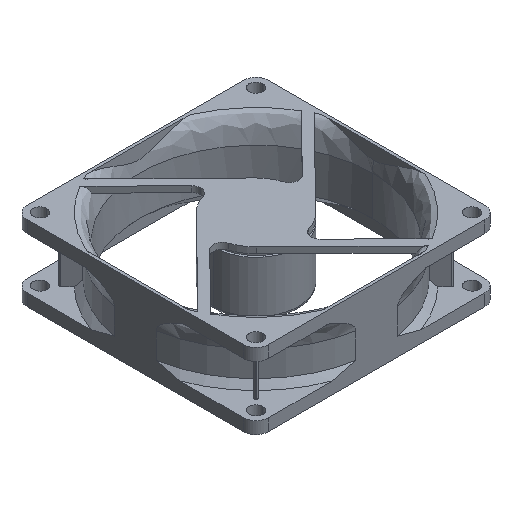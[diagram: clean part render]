
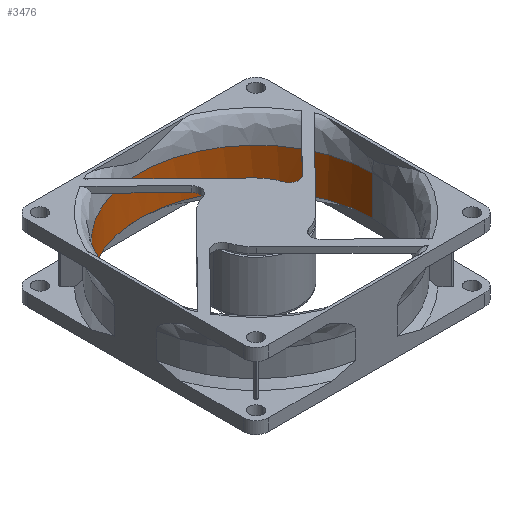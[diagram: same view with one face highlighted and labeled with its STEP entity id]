
A CAD part, isometric view. The second image highlights one B-rep face of the part: STEP entity #3476.
In plain terms, the highlighted free-form (B-spline) face has degree [2, 1] with [5, 2] control points.
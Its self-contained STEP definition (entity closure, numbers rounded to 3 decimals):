
#49 = VERTEX_POINT('',#50);
#50 = CARTESIAN_POINT('',(-41.798,0.,
    -8.663));
#56 = EDGE_CURVE('',#57,#49,#59,.T.);
#57 = VERTEX_POINT('',#58);
#58 = CARTESIAN_POINT('',(41.798,0.,
    -8.663));
#59 = B_SPLINE_CURVE_WITH_KNOTS('',3,(#60,#61,#62,#63,#64,#65,#66,#67,
    #68,#69,#70,#71,#72,#73,#74,#75,#76,#77,#78,#79,#80,#81,#82,#83,#84,
    #85,#86,#87,#88,#89,#90,#91,#92,#93),.UNSPECIFIED.,.F.,.F.,(4,2,2,2,
    2,2,2,2,2,2,2,2,2,2,2,2,4),(0.,0.031,0.063,0.094,0.125,
    0.156,0.188,0.219,0.25,0.281,0.313,0.344,0.375,0.406,
    0.438,0.469,0.5),.UNSPECIFIED.);
#60 = CARTESIAN_POINT('',(41.798,0.,
    -8.663));
#61 = CARTESIAN_POINT('',(41.798,2.736,-8.663
    ));
#62 = CARTESIAN_POINT('',(41.529,5.471,-8.663
    ));
#63 = CARTESIAN_POINT('',(40.461,10.838,
    -8.663));
#64 = CARTESIAN_POINT('',(39.663,13.468,
    -8.663));
#65 = CARTESIAN_POINT('',(37.569,18.523,
    -8.663));
#66 = CARTESIAN_POINT('',(36.274,20.947,-8.663)
  );
#67 = CARTESIAN_POINT('',(33.234,25.496,
    -8.663));
#68 = CARTESIAN_POINT('',(31.49,27.621,-8.663
    ));
#69 = CARTESIAN_POINT('',(27.621,31.49,-8.663
    ));
#70 = CARTESIAN_POINT('',(25.496,33.234,
    -8.663));
#71 = CARTESIAN_POINT('',(20.947,36.274,-8.663)
  );
#72 = CARTESIAN_POINT('',(18.523,37.569,
    -8.663));
#73 = CARTESIAN_POINT('',(13.468,39.663,
    -8.663));
#74 = CARTESIAN_POINT('',(10.838,40.461,
    -8.663));
#75 = CARTESIAN_POINT('',(5.471,41.529,-8.663
    ));
#76 = CARTESIAN_POINT('',(2.736,41.798,-8.663
    ));
#77 = CARTESIAN_POINT('',(-2.736,41.798,
    -8.663));
#78 = CARTESIAN_POINT('',(-5.471,41.529,
    -8.663));
#79 = CARTESIAN_POINT('',(-10.838,40.461,
    -8.663));
#80 = CARTESIAN_POINT('',(-13.468,39.663,
    -8.663));
#81 = CARTESIAN_POINT('',(-18.523,37.569,
    -8.663));
#82 = CARTESIAN_POINT('',(-20.947,36.274,-8.663
    ));
#83 = CARTESIAN_POINT('',(-25.496,33.234,
    -8.663));
#84 = CARTESIAN_POINT('',(-27.621,31.49,-8.663
    ));
#85 = CARTESIAN_POINT('',(-31.49,27.621,
    -8.663));
#86 = CARTESIAN_POINT('',(-33.234,25.496,
    -8.663));
#87 = CARTESIAN_POINT('',(-36.274,20.947,-8.663)
  );
#88 = CARTESIAN_POINT('',(-37.569,18.523,
    -8.663));
#89 = CARTESIAN_POINT('',(-39.663,13.468,
    -8.663));
#90 = CARTESIAN_POINT('',(-40.461,10.838,
    -8.663));
#91 = CARTESIAN_POINT('',(-41.529,5.471,-8.663
    ));
#92 = CARTESIAN_POINT('',(-41.798,2.736,-8.663
    ));
#93 = CARTESIAN_POINT('',(-41.798,0.,
    -8.663));
#1159 = EDGE_CURVE('',#1160,#57,#1162,.T.);
#1160 = VERTEX_POINT('',#1161);
#1161 = CARTESIAN_POINT('',(41.798,0.,
    -22.74));
#1162 = B_SPLINE_CURVE_WITH_KNOTS('',1,(#1163,#1164),.UNSPECIFIED.,.F.,
  .F.,(2,2),(-21.,-8.),.PIECEWISE_BEZIER_KNOTS.);
#1163 = CARTESIAN_POINT('',(41.798,0.,-22.74));
#1164 = CARTESIAN_POINT('',(41.798,0.,-8.663));
#1203 = EDGE_CURVE('',#1204,#49,#1206,.T.);
#1204 = VERTEX_POINT('',#1205);
#1205 = CARTESIAN_POINT('',(-41.798,0.,-22.74));
#1206 = B_SPLINE_CURVE_WITH_KNOTS('',1,(#1207,#1208),.UNSPECIFIED.,.F.,
  .F.,(2,2),(-21.,-8.),.PIECEWISE_BEZIER_KNOTS.);
#1207 = CARTESIAN_POINT('',(-41.798,0.,
    -22.74));
#1208 = CARTESIAN_POINT('',(-41.798,0.,
    -8.663));
#3136 = EDGE_CURVE('',#1160,#1204,#3137,.T.);
#3137 = ( BOUNDED_CURVE() B_SPLINE_CURVE(2,(#3138,#3139,#3140,#3141,
#3142),.UNSPECIFIED.,.F.,.F.) B_SPLINE_CURVE_WITH_KNOTS((3,2,3),(0.,
1.571,3.142),.PIECEWISE_BEZIER_KNOTS.) CURVE() 
GEOMETRIC_REPRESENTATION_ITEM() RATIONAL_B_SPLINE_CURVE((1.,
0.707,1.,0.707,1.)) REPRESENTATION_ITEM('') );
#3138 = CARTESIAN_POINT('',(41.798,0.,-22.74));
#3139 = CARTESIAN_POINT('',(41.798,41.798,
    -22.74));
#3140 = CARTESIAN_POINT('',(0.,41.798,
    -22.74));
#3141 = CARTESIAN_POINT('',(-41.798,41.798,
    -22.74));
#3142 = CARTESIAN_POINT('',(-41.798,0.,
    -22.74));
#3476 = ADVANCED_FACE('',(#3477),#3483,.F.);
#3477 = FACE_BOUND('',#3478,.F.);
#3478 = EDGE_LOOP('',(#3479,#3480,#3481,#3482));
#3479 = ORIENTED_EDGE('',*,*,#56,.F.);
#3480 = ORIENTED_EDGE('',*,*,#1159,.F.);
#3481 = ORIENTED_EDGE('',*,*,#3136,.T.);
#3482 = ORIENTED_EDGE('',*,*,#1203,.T.);
#3483 = ( BOUNDED_SURFACE() B_SPLINE_SURFACE(2,1,(
    (#3484,#3485)
    ,(#3486,#3487)
    ,(#3488,#3489)
    ,(#3490,#3491)
    ,(#3492,#3493
)),.UNSPECIFIED.,.F.,.F.,.F.) B_SPLINE_SURFACE_WITH_KNOTS((3,2,3),(2,2),
  (0.,1.571,3.142),(-21.,-8.),
.PIECEWISE_BEZIER_KNOTS.) GEOMETRIC_REPRESENTATION_ITEM() 
RATIONAL_B_SPLINE_SURFACE((
    (1.,1.)
    ,(0.707,0.707)
    ,(1.,1.)
    ,(0.707,0.707)
,(1.,1.))) REPRESENTATION_ITEM('') SURFACE() );
#3484 = CARTESIAN_POINT('',(41.798,0.,-22.74));
#3485 = CARTESIAN_POINT('',(41.798,0.,-8.663));
#3486 = CARTESIAN_POINT('',(41.798,41.798,
    -22.74));
#3487 = CARTESIAN_POINT('',(41.798,41.798,
    -8.663));
#3488 = CARTESIAN_POINT('',(0.,41.798,
    -22.74));
#3489 = CARTESIAN_POINT('',(0.,41.798,
    -8.663));
#3490 = CARTESIAN_POINT('',(-41.798,41.798,
    -22.74));
#3491 = CARTESIAN_POINT('',(-41.798,41.798,
    -8.663));
#3492 = CARTESIAN_POINT('',(-41.798,0.,
    -22.74));
#3493 = CARTESIAN_POINT('',(-41.798,0.,
    -8.663));
